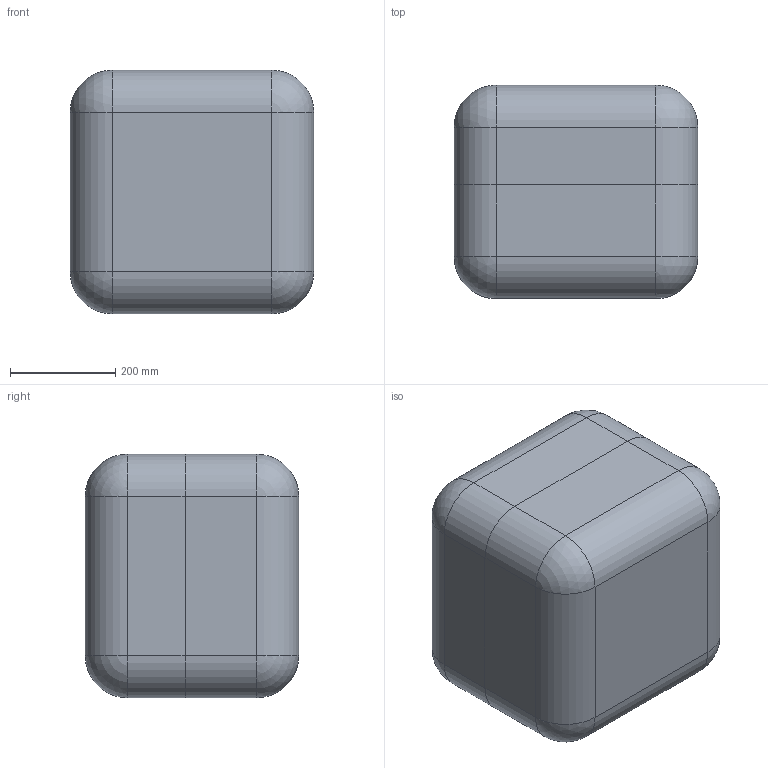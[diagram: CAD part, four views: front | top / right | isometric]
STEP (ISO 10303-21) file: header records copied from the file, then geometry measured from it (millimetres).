
FILE_DESCRIPTION (( 'STEP AP214' ), '1' );
FILE_NAME ('Òðàíñïîðòíûé êîíòåéíåð ÀÄÌÈÐÀË® ÏÐÎÔÅÑÑÈÎÍÀËÜÍÛÅ 280_óïðîùåííàÿ 3D-ìîäåëü.STEP', '2025-09-16T07:16:20', ( '' ), ( '' ), 'SwSTEP 2.0', 'SolidWorks 2021', '' );
FILE_SCHEMA (( 'AUTOMOTIVE_DESIGN' ));
Length unit declared in the file: millimetre
Products named in the file (3): Òðàíñïîðòíûé êîíòåéíåð ÀÄÌÈÐÀË® ÏÐÎÔÅÑÑÈÎÍÀËÜÍÛÅ 280_óïðîùåííàÿ 3D-ìîäåëü; Lid 280; Base 280 (óïð.)
Assembly tree (2 placements, depth 2):
  Òðàíñïîðòíûé êîíòåéíåð ÀÄÌÈÐÀË® ÏÐÎÔÅÑÑÈÎÍÀËÜÍÛÅ 280_óïðîùåííàÿ 3D-ìîäåëü
    Base 280 (óïð.)
    Lid 280
Bounding box: 463.86 x 406.4 x 463.86 mm (x, y, z)
Volume: 43115443.3 mm3; surface area: 2313592.8 mm2
Topology: 2 solids, 2 shells, 801 faces, 1938 edges, 1106 vertices
Faces by surface type: cylinder 327, plane 186, bspline 136, torus 96, cone 32, sphere 24
Entity records: 38928 total; most frequent: CARTESIAN_POINT 21068, ORIENTED_EDGE 3796, DIRECTION 3744, EDGE_CURVE 1898, AXIS2_PLACEMENT_3D 1464, VERTEX_POINT 1106, LINE 816, VECTOR 816
